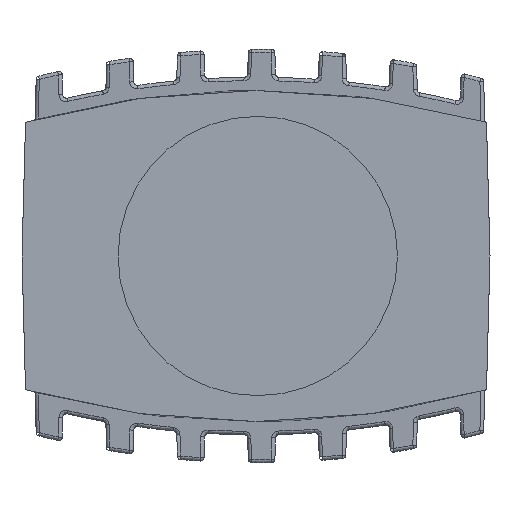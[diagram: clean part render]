
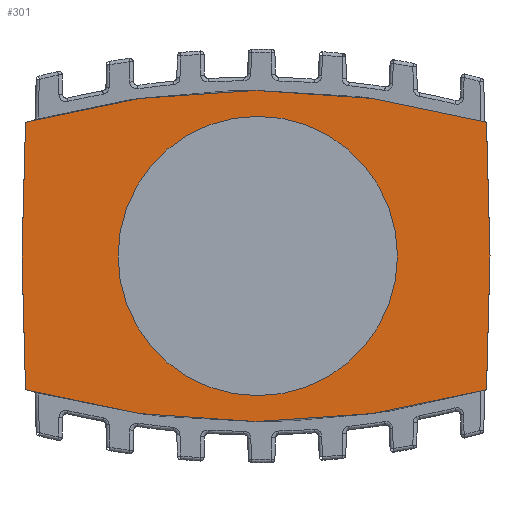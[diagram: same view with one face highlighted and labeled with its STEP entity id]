
A CAD part, front view. The second image highlights one B-rep face of the part: STEP entity #301.
In plain terms, the highlighted planar face has unit normal (0, -1, 0).
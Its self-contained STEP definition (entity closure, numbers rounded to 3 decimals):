
#85=CARTESIAN_POINT('',(32.748,0.0,19.153));
#86=VERTEX_POINT('',#85);
#93=CARTESIAN_POINT('',(33.25,0.0,0.0));
#94=VERTEX_POINT('',#93);
#95=CARTESIAN_POINT('',(33.25,0.0,0.0));
#96=DIRECTION('',(-0.026,0.0,1.));
#97=VECTOR('',#96,19.159);
#98=LINE('',#95,#97);
#99=EDGE_CURVE('',#94,#86,#98,.T.);
#225=CARTESIAN_POINT('',(-33.248,0.0,19.153));
#226=VERTEX_POINT('',#225);
#233=CARTESIAN_POINT('',(-0.25,0.0,-98.3));
#234=DIRECTION('',(0.0,-1.0,0.0));
#235=DIRECTION('',(0.27,0.0,0.963));
#236=AXIS2_PLACEMENT_3D('',#233,#234,#235);
#237=CIRCLE('',#236,122.);
#238=EDGE_CURVE('',#86,#226,#237,.T.);
#251=CARTESIAN_POINT('',(32.748,0.0,-19.153));
#252=VERTEX_POINT('',#251);
#253=CARTESIAN_POINT('',(32.748,0.0,-19.153));
#254=DIRECTION('',(0.026,0.0,1.));
#255=VECTOR('',#254,19.159);
#256=LINE('',#253,#255);
#257=EDGE_CURVE('',#252,#94,#256,.T.);
#268=CARTESIAN_POINT('',(-0.25,0.0,-4.512));
#269=DIRECTION('',(0.0,-1.0,0.0));
#270=DIRECTION('',(0.0,0.0,-1.0));
#271=AXIS2_PLACEMENT_3D('',#268,#269,#270);
#272=PLANE('',#271);
#273=CARTESIAN_POINT('',(-33.248,0.0,-19.153));
#274=VERTEX_POINT('',#273);
#275=CARTESIAN_POINT('',(-0.25,0.0,98.3));
#276=DIRECTION('',(0.0,-1.0,0.0));
#277=DIRECTION('',(-0.27,0.0,-0.963));
#278=AXIS2_PLACEMENT_3D('',#275,#276,#277);
#279=CIRCLE('',#278,122.);
#280=EDGE_CURVE('',#274,#252,#279,.T.);
#281=ORIENTED_EDGE('',*,*,#280,.T.);
#282=ORIENTED_EDGE('',*,*,#257,.T.);
#283=ORIENTED_EDGE('',*,*,#99,.T.);
#284=ORIENTED_EDGE('',*,*,#238,.T.);
#285=CARTESIAN_POINT('',(-33.75,0.0,0.0));
#286=VERTEX_POINT('',#285);
#287=CARTESIAN_POINT('',(-33.248,0.0,19.153));
#288=DIRECTION('',(-0.026,0.0,-1.));
#289=VECTOR('',#288,19.159);
#290=LINE('',#287,#289);
#291=EDGE_CURVE('',#226,#286,#290,.T.);
#292=ORIENTED_EDGE('',*,*,#291,.T.);
#293=CARTESIAN_POINT('',(-33.75,0.0,0.0));
#294=DIRECTION('',(0.026,0.0,-1.));
#295=VECTOR('',#294,19.159);
#296=LINE('',#293,#295);
#297=EDGE_CURVE('',#286,#274,#296,.T.);
#298=ORIENTED_EDGE('',*,*,#297,.T.);
#299=EDGE_LOOP('',(#281,#282,#283,#284,#292,#298));
#300=FACE_OUTER_BOUND('',#299,.T.);
#301=ADVANCED_FACE('',(#300),#272,.T.);
